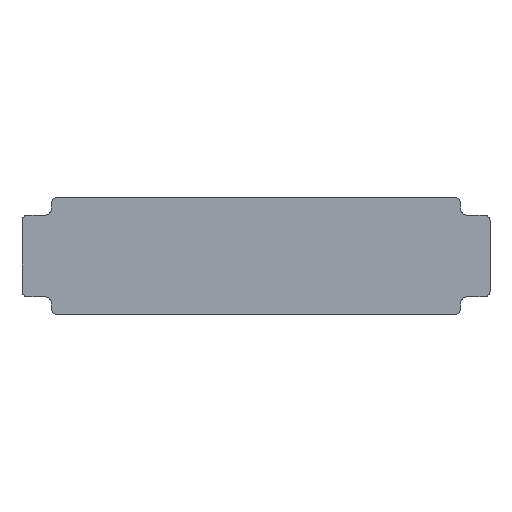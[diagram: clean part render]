
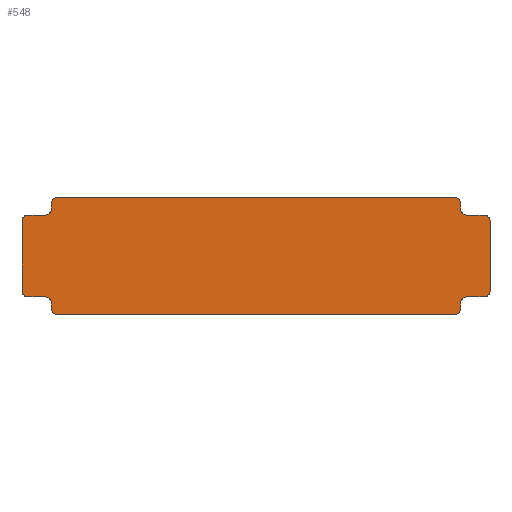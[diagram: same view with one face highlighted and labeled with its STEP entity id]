
A CAD part, top view. The second image highlights one B-rep face of the part: STEP entity #548.
In plain terms, the highlighted planar face has unit normal (0, 0, 1).
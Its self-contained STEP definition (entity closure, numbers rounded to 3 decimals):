
#32=PLANE('',#618);
#60=FACE_OUTER_BOUND('',#92,.T.);
#92=EDGE_LOOP('',(#483,#484,#485,#486,#487,#488,#489,#490,#491,#492,#493,
#494,#495,#496,#497,#498,#499,#500,#501,#502,#503,#504,#505,#506));
#109=LINE('',#853,#159);
#114=LINE('',#866,#164);
#117=LINE('',#875,#167);
#122=LINE('',#889,#172);
#128=LINE('',#904,#178);
#131=LINE('',#913,#181);
#135=LINE('',#924,#185);
#138=LINE('',#932,#188);
#139=LINE('',#934,#189);
#140=LINE('',#936,#190);
#141=LINE('',#938,#191);
#142=LINE('',#940,#192);
#159=VECTOR('',#681,10.);
#164=VECTOR('',#696,10.);
#167=VECTOR('',#705,10.);
#172=VECTOR('',#720,10.);
#178=VECTOR('',#736,10.);
#181=VECTOR('',#745,10.);
#185=VECTOR('',#759,10.);
#188=VECTOR('',#768,10.);
#189=VECTOR('',#771,10.);
#190=VECTOR('',#774,10.);
#191=VECTOR('',#777,10.);
#192=VECTOR('',#780,10.);
#197=CIRCLE('',#570,1.);
#210=CIRCLE('',#586,1.);
#211=CIRCLE('',#588,1.);
#212=CIRCLE('',#591,1.);
#213=CIRCLE('',#594,1.);
#214=CIRCLE('',#596,1.);
#215=CIRCLE('',#599,1.);
#216=CIRCLE('',#601,1.);
#217=CIRCLE('',#604,1.);
#218=CIRCLE('',#607,1.);
#219=CIRCLE('',#609,1.);
#220=CIRCLE('',#612,1.);
#225=VERTEX_POINT('',#797);
#226=VERTEX_POINT('',#798);
#251=VERTEX_POINT('',#852);
#252=VERTEX_POINT('',#856);
#253=VERTEX_POINT('',#860);
#254=VERTEX_POINT('',#861);
#255=VERTEX_POINT('',#868);
#256=VERTEX_POINT('',#869);
#257=VERTEX_POINT('',#874);
#258=VERTEX_POINT('',#878);
#259=VERTEX_POINT('',#882);
#260=VERTEX_POINT('',#883);
#261=VERTEX_POINT('',#888);
#262=VERTEX_POINT('',#892);
#263=VERTEX_POINT('',#896);
#264=VERTEX_POINT('',#897);
#265=VERTEX_POINT('',#902);
#266=VERTEX_POINT('',#906);
#267=VERTEX_POINT('',#907);
#268=VERTEX_POINT('',#912);
#269=VERTEX_POINT('',#918);
#270=VERTEX_POINT('',#919);
#271=VERTEX_POINT('',#926);
#272=VERTEX_POINT('',#928);
#279=EDGE_CURVE('',#225,#226,#197,.T.);
#306=EDGE_CURVE('',#251,#226,#109,.T.);
#308=EDGE_CURVE('',#251,#252,#210,.T.);
#310=EDGE_CURVE('',#253,#254,#211,.T.);
#313=EDGE_CURVE('',#253,#252,#114,.T.);
#314=EDGE_CURVE('',#255,#256,#212,.T.);
#317=EDGE_CURVE('',#257,#256,#117,.T.);
#319=EDGE_CURVE('',#257,#258,#213,.T.);
#321=EDGE_CURVE('',#259,#260,#214,.T.);
#324=EDGE_CURVE('',#261,#260,#122,.T.);
#326=EDGE_CURVE('',#261,#262,#215,.T.);
#328=EDGE_CURVE('',#263,#264,#216,.T.);
#332=EDGE_CURVE('',#263,#265,#128,.T.);
#333=EDGE_CURVE('',#266,#267,#217,.T.);
#336=EDGE_CURVE('',#268,#267,#131,.T.);
#338=EDGE_CURVE('',#268,#265,#218,.T.);
#339=EDGE_CURVE('',#269,#270,#219,.T.);
#342=EDGE_CURVE('',#266,#270,#135,.T.);
#344=EDGE_CURVE('',#271,#272,#220,.T.);
#346=EDGE_CURVE('',#271,#262,#138,.T.);
#347=EDGE_CURVE('',#255,#254,#139,.T.);
#348=EDGE_CURVE('',#259,#258,#140,.T.);
#349=EDGE_CURVE('',#269,#272,#141,.T.);
#350=EDGE_CURVE('',#225,#264,#142,.T.);
#483=ORIENTED_EDGE('',*,*,#279,.F.);
#484=ORIENTED_EDGE('',*,*,#350,.T.);
#485=ORIENTED_EDGE('',*,*,#328,.F.);
#486=ORIENTED_EDGE('',*,*,#332,.T.);
#487=ORIENTED_EDGE('',*,*,#338,.F.);
#488=ORIENTED_EDGE('',*,*,#336,.T.);
#489=ORIENTED_EDGE('',*,*,#333,.F.);
#490=ORIENTED_EDGE('',*,*,#342,.T.);
#491=ORIENTED_EDGE('',*,*,#339,.F.);
#492=ORIENTED_EDGE('',*,*,#349,.T.);
#493=ORIENTED_EDGE('',*,*,#344,.F.);
#494=ORIENTED_EDGE('',*,*,#346,.T.);
#495=ORIENTED_EDGE('',*,*,#326,.F.);
#496=ORIENTED_EDGE('',*,*,#324,.T.);
#497=ORIENTED_EDGE('',*,*,#321,.F.);
#498=ORIENTED_EDGE('',*,*,#348,.T.);
#499=ORIENTED_EDGE('',*,*,#319,.F.);
#500=ORIENTED_EDGE('',*,*,#317,.T.);
#501=ORIENTED_EDGE('',*,*,#314,.F.);
#502=ORIENTED_EDGE('',*,*,#347,.T.);
#503=ORIENTED_EDGE('',*,*,#310,.F.);
#504=ORIENTED_EDGE('',*,*,#313,.T.);
#505=ORIENTED_EDGE('',*,*,#308,.F.);
#506=ORIENTED_EDGE('',*,*,#306,.T.);
#548=ADVANCED_FACE('',(#60),#32,.T.);
#570=AXIS2_PLACEMENT_3D('',#799,#637,#638);
#586=AXIS2_PLACEMENT_3D('',#857,#685,#686);
#588=AXIS2_PLACEMENT_3D('',#862,#690,#691);
#591=AXIS2_PLACEMENT_3D('',#870,#699,#700);
#594=AXIS2_PLACEMENT_3D('',#879,#709,#710);
#596=AXIS2_PLACEMENT_3D('',#884,#714,#715);
#599=AXIS2_PLACEMENT_3D('',#893,#724,#725);
#601=AXIS2_PLACEMENT_3D('',#898,#729,#730);
#604=AXIS2_PLACEMENT_3D('',#908,#739,#740);
#607=AXIS2_PLACEMENT_3D('',#916,#749,#750);
#609=AXIS2_PLACEMENT_3D('',#920,#753,#754);
#612=AXIS2_PLACEMENT_3D('',#929,#763,#764);
#618=AXIS2_PLACEMENT_3D('',#941,#781,#782);
#637=DIRECTION('center_axis',(0.,0.,-1.));
#638=DIRECTION('ref_axis',(-0.707,-0.707,0.));
#681=DIRECTION('',(0.,-1.,0.));
#685=DIRECTION('center_axis',(0.,0.,1.));
#686=DIRECTION('ref_axis',(0.707,0.707,0.));
#690=DIRECTION('center_axis',(0.,0.,-1.));
#691=DIRECTION('ref_axis',(-0.707,-0.707,0.));
#696=DIRECTION('',(1.,0.,0.));
#699=DIRECTION('center_axis',(0.,0.,-1.));
#700=DIRECTION('ref_axis',(-0.707,0.707,0.));
#705=DIRECTION('',(-1.,0.,0.));
#709=DIRECTION('center_axis',(0.,0.,1.));
#710=DIRECTION('ref_axis',(0.707,-0.707,0.));
#714=DIRECTION('center_axis',(0.,0.,-1.));
#715=DIRECTION('ref_axis',(-0.707,0.707,0.));
#720=DIRECTION('',(-1.,0.,0.));
#724=DIRECTION('center_axis',(0.,0.,-1.));
#725=DIRECTION('ref_axis',(0.707,0.707,0.));
#729=DIRECTION('center_axis',(0.,0.,-1.));
#730=DIRECTION('ref_axis',(0.707,-0.707,0.));
#736=DIRECTION('',(0.,1.,0.));
#739=DIRECTION('center_axis',(0.,0.,-1.));
#740=DIRECTION('ref_axis',(0.707,-0.707,0.));
#745=DIRECTION('',(1.,0.,0.));
#749=DIRECTION('center_axis',(0.,0.,1.));
#750=DIRECTION('ref_axis',(-0.707,0.707,0.));
#753=DIRECTION('center_axis',(0.,0.,-1.));
#754=DIRECTION('ref_axis',(0.707,0.707,0.));
#759=DIRECTION('',(0.,1.,0.));
#763=DIRECTION('center_axis',(0.,0.,1.));
#764=DIRECTION('ref_axis',(-0.707,-0.707,0.));
#768=DIRECTION('',(0.,1.,0.));
#771=DIRECTION('',(0.,-1.,0.));
#774=DIRECTION('',(0.,-1.,0.));
#777=DIRECTION('',(-1.,0.,0.));
#780=DIRECTION('',(1.,0.,0.));
#781=DIRECTION('center_axis',(0.,0.,1.));
#782=DIRECTION('ref_axis',(1.,0.,0.));
#797=CARTESIAN_POINT('',(6.,2.,7.5));
#798=CARTESIAN_POINT('',(5.,3.,7.5));
#799=CARTESIAN_POINT('Origin',(6.,3.,7.5));
#852=CARTESIAN_POINT('',(5.,4.,7.5));
#853=CARTESIAN_POINT('',(5.,24.,7.5));
#856=CARTESIAN_POINT('',(4.,5.,7.5));
#857=CARTESIAN_POINT('Origin',(4.,4.,7.5));
#860=CARTESIAN_POINT('',(1.,5.,7.5));
#861=CARTESIAN_POINT('',(0.,6.,7.5));
#862=CARTESIAN_POINT('Origin',(1.,6.,7.5));
#866=CARTESIAN_POINT('',(10.,5.,7.5));
#868=CARTESIAN_POINT('',(0.,18.,7.5));
#869=CARTESIAN_POINT('',(1.,19.,7.5));
#870=CARTESIAN_POINT('Origin',(1.,18.,7.5));
#874=CARTESIAN_POINT('',(4.,19.,7.5));
#875=CARTESIAN_POINT('',(0.,19.,7.5));
#878=CARTESIAN_POINT('',(5.,20.,7.5));
#879=CARTESIAN_POINT('Origin',(4.,20.,7.5));
#882=CARTESIAN_POINT('',(5.,21.,7.5));
#883=CARTESIAN_POINT('',(6.,22.,7.5));
#884=CARTESIAN_POINT('Origin',(6.,21.,7.5));
#888=CARTESIAN_POINT('',(74.,22.,7.5));
#889=CARTESIAN_POINT('',(80.,22.,7.5));
#892=CARTESIAN_POINT('',(75.,21.,7.5));
#893=CARTESIAN_POINT('Origin',(74.,21.,7.5));
#896=CARTESIAN_POINT('',(75.,3.,7.5));
#897=CARTESIAN_POINT('',(74.,2.,7.5));
#898=CARTESIAN_POINT('Origin',(74.,3.,7.5));
#902=CARTESIAN_POINT('',(75.,4.,7.5));
#904=CARTESIAN_POINT('',(75.,24.,7.5));
#906=CARTESIAN_POINT('',(80.,6.,7.5));
#907=CARTESIAN_POINT('',(79.,5.,7.5));
#908=CARTESIAN_POINT('Origin',(79.,6.,7.5));
#912=CARTESIAN_POINT('',(76.,5.,7.5));
#913=CARTESIAN_POINT('',(70.,5.,7.5));
#916=CARTESIAN_POINT('Origin',(76.,4.,7.5));
#918=CARTESIAN_POINT('',(79.,19.,7.5));
#919=CARTESIAN_POINT('',(80.,18.,7.5));
#920=CARTESIAN_POINT('Origin',(79.,18.,7.5));
#924=CARTESIAN_POINT('',(80.,5.,7.5));
#926=CARTESIAN_POINT('',(75.,20.,7.5));
#928=CARTESIAN_POINT('',(76.,19.,7.5));
#929=CARTESIAN_POINT('Origin',(76.,20.,7.5));
#932=CARTESIAN_POINT('',(75.,24.,7.5));
#934=CARTESIAN_POINT('',(0.,5.,7.5));
#936=CARTESIAN_POINT('',(5.,24.,7.5));
#938=CARTESIAN_POINT('',(80.,19.,7.5));
#940=CARTESIAN_POINT('',(80.,2.,7.5));
#941=CARTESIAN_POINT('Origin',(40.,12.,7.5));
